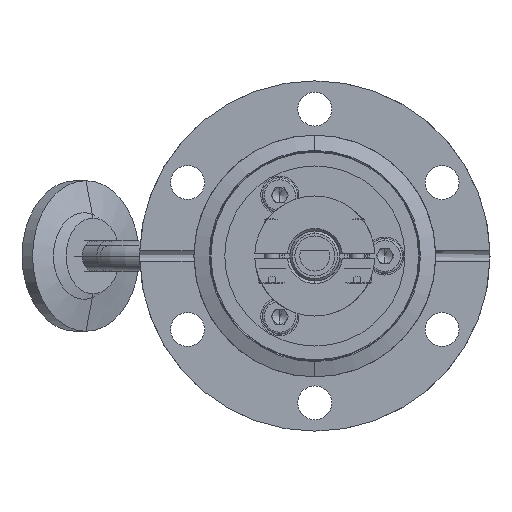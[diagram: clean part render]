
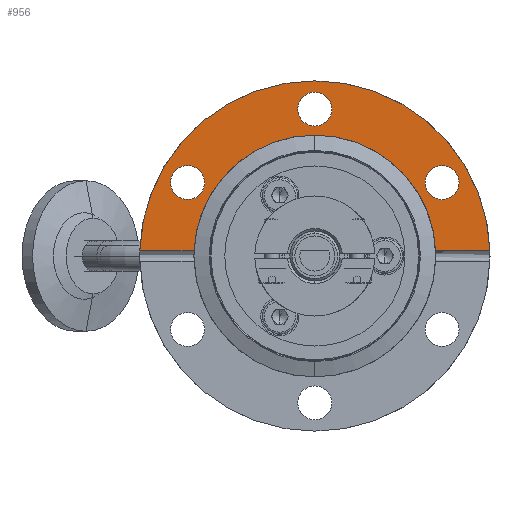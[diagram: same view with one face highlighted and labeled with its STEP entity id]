
A CAD part, left-side view. The second image highlights one B-rep face of the part: STEP entity #956.
In plain terms, the highlighted face is planar.
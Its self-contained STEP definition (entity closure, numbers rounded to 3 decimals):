
#93 = CARTESIAN_POINT ( 'NONE',  ( 34.986, 0., -1. ) ) ;
#128 = DIRECTION ( 'NONE',  ( 0., 0., -1. ) ) ;
#140 = VERTEX_POINT ( 'NONE', #14334 ) ;
#187 = AXIS2_PLACEMENT_3D ( 'NONE', #3341, #11481, #4508 ) ;
#239 = DIRECTION ( 'NONE',  ( 0., 0., 1. ) ) ;
#452 = DIRECTION ( 'NONE',  ( 0., -1., 0. ) ) ;
#474 = ORIENTED_EDGE ( 'NONE', *, *, #3242, .T. ) ;
#713 = CARTESIAN_POINT ( 'NONE',  ( -3.4, 0., -29.35 ) ) ;
#728 = CARTESIAN_POINT ( 'NONE',  ( 25.418, 0., -14.675 ) ) ;
#956 = ADVANCED_FACE ( 'NONE', ( #12600, #2461, #14431, #11370 ), #12940, .T. ) ;
#1220 = VERTEX_POINT ( 'NONE', #5089 ) ;
#1232 = DIRECTION ( 'NONE',  ( 0., 1., 0. ) ) ;
#1265 = CARTESIAN_POINT ( 'NONE',  ( -25.418, 0., -14.675 ) ) ;
#1267 = ORIENTED_EDGE ( 'NONE', *, *, #3542, .F. ) ;
#1292 = CARTESIAN_POINT ( 'NONE',  ( 22.018, 0., -14.675 ) ) ;
#1649 = DIRECTION ( 'NONE',  ( 0., 1., 0. ) ) ;
#1723 = CIRCLE ( 'NONE', #11795, 3.4 ) ;
#1877 = CIRCLE ( 'NONE', #4068, 35. ) ;
#1880 = DIRECTION ( 'NONE',  ( 0.866, 0., 0.5 ) ) ;
#2098 = EDGE_LOOP ( 'NONE', ( #1267, #5222 ) ) ;
#2433 = DIRECTION ( 'NONE',  ( 0., 0., -1. ) ) ;
#2461 = FACE_BOUND ( 'NONE', #15019, .T. ) ;
#2553 = VERTEX_POINT ( 'NONE', #1292 ) ;
#2927 = ORIENTED_EDGE ( 'NONE', *, *, #12843, .F. ) ;
#3242 = EDGE_CURVE ( 'NONE', #7251, #4449, #4930, .T. ) ;
#3263 = DIRECTION ( 'NONE',  ( 1., 0., 0. ) ) ;
#3268 = VERTEX_POINT ( 'NONE', #7505 ) ;
#3341 = CARTESIAN_POINT ( 'NONE',  ( 0., 0., -29.35 ) ) ;
#3542 = EDGE_CURVE ( 'NONE', #2553, #3268, #14712, .T. ) ;
#3954 = EDGE_CURVE ( 'NONE', #3268, #2553, #12124, .T. ) ;
#4066 = AXIS2_PLACEMENT_3D ( 'NONE', #7413, #452, #8617 ) ;
#4068 = AXIS2_PLACEMENT_3D ( 'NONE', #5739, #13831, #6921 ) ;
#4124 = CARTESIAN_POINT ( 'NONE',  ( -25.418, 0., -14.675 ) ) ;
#4332 = ORIENTED_EDGE ( 'NONE', *, *, #8671, .T. ) ;
#4449 = VERTEX_POINT ( 'NONE', #11839 ) ;
#4471 = VECTOR ( 'NONE', #4573, 1000. ) ;
#4508 = DIRECTION ( 'NONE',  ( 0.866, 0., -0.5 ) ) ;
#4527 = VERTEX_POINT ( 'NONE', #7296 ) ;
#4573 = DIRECTION ( 'NONE',  ( -1., 0., 0. ) ) ;
#4610 = DIRECTION ( 'NONE',  ( 0., 1., 0. ) ) ;
#4930 = CIRCLE ( 'NONE', #5444, 35. ) ;
#5051 = VERTEX_POINT ( 'NONE', #93 ) ;
#5089 = CARTESIAN_POINT ( 'NONE',  ( 0., 0., -24.15 ) ) ;
#5196 = CIRCLE ( 'NONE', #9618, 3.4 ) ;
#5207 = VERTEX_POINT ( 'NONE', #14385 ) ;
#5222 = ORIENTED_EDGE ( 'NONE', *, *, #3954, .F. ) ;
#5305 = DIRECTION ( 'NONE',  ( 0., 0., -1. ) ) ;
#5444 = AXIS2_PLACEMENT_3D ( 'NONE', #8642, #1649, #9795 ) ;
#5599 = ORIENTED_EDGE ( 'NONE', *, *, #10950, .T. ) ;
#5739 = CARTESIAN_POINT ( 'NONE',  ( 0., 0., 0. ) ) ;
#6046 = CARTESIAN_POINT ( 'NONE',  ( 0., 0., 0. ) ) ;
#6603 = ORIENTED_EDGE ( 'NONE', *, *, #13769, .T. ) ;
#6906 = ORIENTED_EDGE ( 'NONE', *, *, #13729, .F. ) ;
#6921 = DIRECTION ( 'NONE',  ( 0., 0., 1. ) ) ;
#7104 = DIRECTION ( 'NONE',  ( 0., -1., 0. ) ) ;
#7198 = DIRECTION ( 'NONE',  ( 0., 1., 0. ) ) ;
#7251 = VERTEX_POINT ( 'NONE', #9332 ) ;
#7296 = CARTESIAN_POINT ( 'NONE',  ( 3.4, 0., -29.35 ) ) ;
#7356 = AXIS2_PLACEMENT_3D ( 'NONE', #14006, #7104, #128 ) ;
#7392 = AXIS2_PLACEMENT_3D ( 'NONE', #6046, #7198, #239 ) ;
#7413 = CARTESIAN_POINT ( 'NONE',  ( 0., 0., 0. ) ) ;
#7481 = AXIS2_PLACEMENT_3D ( 'NONE', #1265, #9432, #2433 ) ;
#7505 = CARTESIAN_POINT ( 'NONE',  ( 28.818, 0., -14.675 ) ) ;
#7598 = VERTEX_POINT ( 'NONE', #713 ) ;
#7645 = ORIENTED_EDGE ( 'NONE', *, *, #11602, .F. ) ;
#7687 = VECTOR ( 'NONE', #3263, 1000. ) ;
#7787 = EDGE_CURVE ( 'NONE', #1220, #140, #8527, .T. ) ;
#8004 = VERTEX_POINT ( 'NONE', #13200 ) ;
#8170 = ORIENTED_EDGE ( 'NONE', *, *, #8960, .F. ) ;
#8235 = CARTESIAN_POINT ( 'NONE',  ( 0., 0., -29.35 ) ) ;
#8527 = CIRCLE ( 'NONE', #7356, 24.15 ) ;
#8557 = EDGE_CURVE ( 'NONE', #5207, #8004, #5196, .T. ) ;
#8617 = DIRECTION ( 'NONE',  ( 0., 0., -1. ) ) ;
#8642 = CARTESIAN_POINT ( 'NONE',  ( 0., 0., 0. ) ) ;
#8671 = EDGE_CURVE ( 'NONE', #4449, #8920, #10760, .T. ) ;
#8872 = DIRECTION ( 'NONE',  ( 0., 1., 0. ) ) ;
#8920 = VERTEX_POINT ( 'NONE', #12726 ) ;
#8960 = EDGE_CURVE ( 'NONE', #8004, #5207, #12539, .T. ) ;
#9332 = CARTESIAN_POINT ( 'NONE',  ( 0., 0., -35. ) ) ;
#9345 = EDGE_LOOP ( 'NONE', ( #8170, #12662 ) ) ;
#9412 = DIRECTION ( 'NONE',  ( 0.866, 0., -0.5 ) ) ;
#9432 = DIRECTION ( 'NONE',  ( 0., 1., 0. ) ) ;
#9618 = AXIS2_PLACEMENT_3D ( 'NONE', #4124, #12250, #5305 ) ;
#9634 = CIRCLE ( 'NONE', #4066, 24.15 ) ;
#9795 = DIRECTION ( 'NONE',  ( 0., 0., 1. ) ) ;
#9977 = ORIENTED_EDGE ( 'NONE', *, *, #7787, .T. ) ;
#10240 = CARTESIAN_POINT ( 'NONE',  ( 35.001, 0., -1. ) ) ;
#10311 = AXIS2_PLACEMENT_3D ( 'NONE', #11579, #4610, #12730 ) ;
#10760 = LINE ( 'NONE', #10240, #7687 ) ;
#10950 = EDGE_CURVE ( 'NONE', #8920, #1220, #9634, .T. ) ;
#11152 = CIRCLE ( 'NONE', #187, 3.4 ) ;
#11370 = FACE_OUTER_BOUND ( 'NONE', #14321, .T. ) ;
#11481 = DIRECTION ( 'NONE',  ( 0., 1., 0. ) ) ;
#11579 = CARTESIAN_POINT ( 'NONE',  ( 25.418, 0., -14.675 ) ) ;
#11602 = EDGE_CURVE ( 'NONE', #5051, #140, #11763, .T. ) ;
#11763 = LINE ( 'NONE', #13844, #4471 ) ;
#11795 = AXIS2_PLACEMENT_3D ( 'NONE', #8235, #1232, #9412 ) ;
#11839 = CARTESIAN_POINT ( 'NONE',  ( -34.986, 0., -1. ) ) ;
#12124 = CIRCLE ( 'NONE', #13861, 3.4 ) ;
#12250 = DIRECTION ( 'NONE',  ( 0., 1., 0. ) ) ;
#12539 = CIRCLE ( 'NONE', #7481, 3.4 ) ;
#12600 = FACE_BOUND ( 'NONE', #9345, .T. ) ;
#12662 = ORIENTED_EDGE ( 'NONE', *, *, #8557, .F. ) ;
#12726 = CARTESIAN_POINT ( 'NONE',  ( -24.129, 0., -1. ) ) ;
#12730 = DIRECTION ( 'NONE',  ( 0.866, 0., 0.5 ) ) ;
#12843 = EDGE_CURVE ( 'NONE', #4527, #7598, #1723, .T. ) ;
#12940 = PLANE ( 'NONE',  #7392 ) ;
#13200 = CARTESIAN_POINT ( 'NONE',  ( -25.418, 0., -11.275 ) ) ;
#13729 = EDGE_CURVE ( 'NONE', #7598, #4527, #11152, .T. ) ;
#13769 = EDGE_CURVE ( 'NONE', #5051, #7251, #1877, .T. ) ;
#13831 = DIRECTION ( 'NONE',  ( 0., 1., 0. ) ) ;
#13844 = CARTESIAN_POINT ( 'NONE',  ( -35.001, 0., -1. ) ) ;
#13861 = AXIS2_PLACEMENT_3D ( 'NONE', #728, #8872, #1880 ) ;
#14006 = CARTESIAN_POINT ( 'NONE',  ( 0., 0., 0. ) ) ;
#14321 = EDGE_LOOP ( 'NONE', ( #6603, #474, #4332, #5599, #9977, #7645 ) ) ;
#14334 = CARTESIAN_POINT ( 'NONE',  ( 24.129, 0., -1. ) ) ;
#14385 = CARTESIAN_POINT ( 'NONE',  ( -25.418, 0., -18.075 ) ) ;
#14431 = FACE_BOUND ( 'NONE', #2098, .T. ) ;
#14712 = CIRCLE ( 'NONE', #10311, 3.4 ) ;
#15019 = EDGE_LOOP ( 'NONE', ( #6906, #2927 ) ) ;
